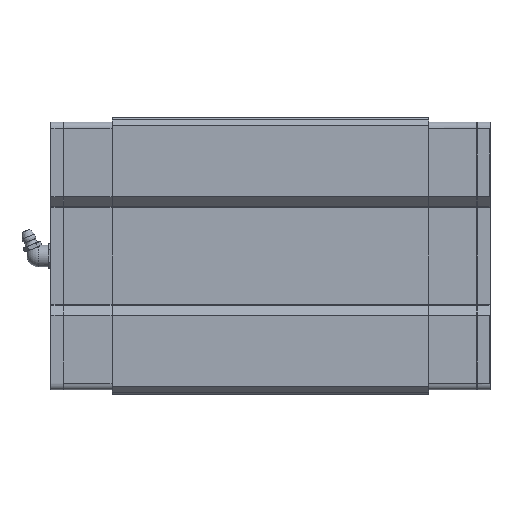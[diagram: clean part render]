
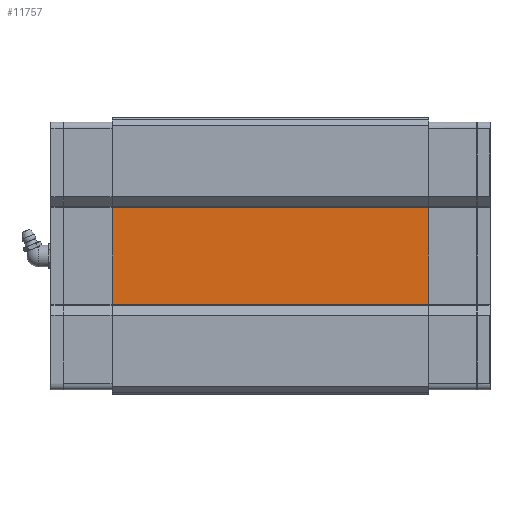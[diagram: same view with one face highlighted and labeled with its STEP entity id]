
A CAD part, front view. The second image highlights one B-rep face of the part: STEP entity #11757.
In plain terms, the highlighted planar face has unit normal (0, -1, 0).
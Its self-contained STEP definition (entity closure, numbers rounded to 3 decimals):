
#588=FACE_OUTER_BOUND('',#1247,.T.);
#1247=EDGE_LOOP('',(#9127,#9128,#9129,#9130));
#2597=LINE('',#18222,#3936);
#2614=LINE('',#18272,#3953);
#2649=LINE('',#18348,#3988);
#2650=LINE('',#18350,#3989);
#3936=VECTOR('',#14671,10.);
#3953=VECTOR('',#14708,10.);
#3988=VECTOR('',#14773,188.2);
#3989=VECTOR('',#14776,188.2);
#5175=VERTEX_POINT('',#18219);
#5176=VERTEX_POINT('',#18221);
#5198=VERTEX_POINT('',#18269);
#5199=VERTEX_POINT('',#18271);
#6565=EDGE_CURVE('',#5175,#5176,#2597,.T.);
#6590=EDGE_CURVE('',#5198,#5199,#2614,.T.);
#6629=EDGE_CURVE('',#5176,#5198,#2649,.T.);
#6630=EDGE_CURVE('',#5175,#5199,#2650,.T.);
#9127=ORIENTED_EDGE('',*,*,#6590,.F.);
#9128=ORIENTED_EDGE('',*,*,#6629,.F.);
#9129=ORIENTED_EDGE('',*,*,#6565,.F.);
#9130=ORIENTED_EDGE('',*,*,#6630,.T.);
#11219=PLANE('',#12657);
#11757=ADVANCED_FACE('',(#588),#11219,.T.);
#12657=AXIS2_PLACEMENT_3D('',#18349,#14774,#14775);
#14671=DIRECTION('',(-1.,0.,0.));
#14708=DIRECTION('',(1.,0.,0.));
#14773=DIRECTION('',(0.,0.,1.));
#14774=DIRECTION('center_axis',(0.,-1.,0.));
#14775=DIRECTION('ref_axis',(1.,0.,0.));
#14776=DIRECTION('',(0.,0.,1.));
#18219=CARTESIAN_POINT('',(23.,0.,-72.1));
#18221=CARTESIAN_POINT('',(-23.,0.,-72.1));
#18222=CARTESIAN_POINT('',(-11.5,0.,-72.1));
#18269=CARTESIAN_POINT('',(-23.,0.,72.1));
#18271=CARTESIAN_POINT('',(23.,0.,72.1));
#18272=CARTESIAN_POINT('',(-11.5,0.,72.1));
#18348=CARTESIAN_POINT('',(-23.,0.,-100.1));
#18349=CARTESIAN_POINT('Origin',(-23.,0.,-72.1));
#18350=CARTESIAN_POINT('',(23.,0.,-100.1));
